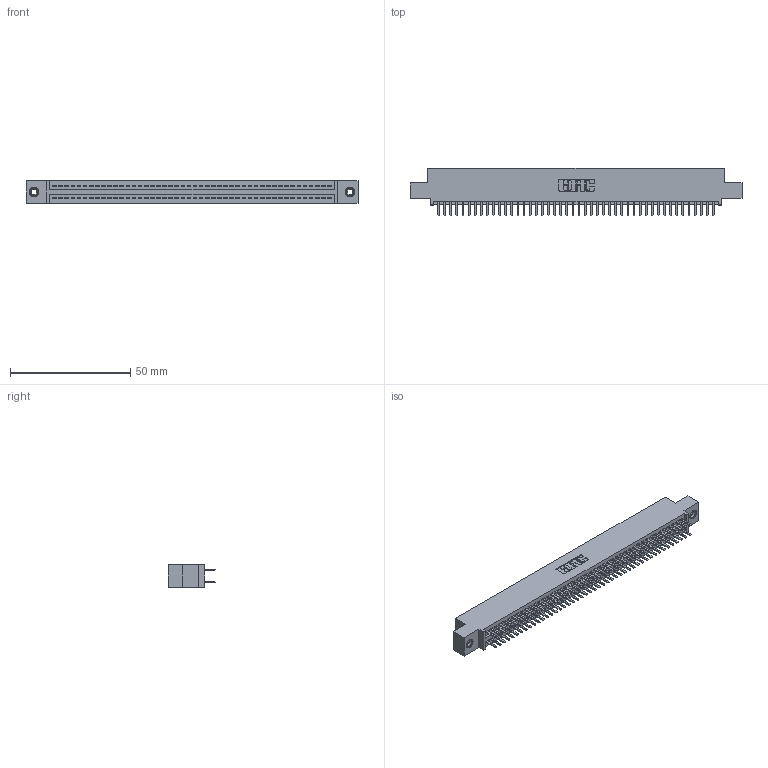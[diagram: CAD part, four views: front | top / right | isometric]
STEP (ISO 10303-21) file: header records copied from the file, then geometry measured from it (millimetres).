
FILE_DESCRIPTION (( 'STEP AP203' ), '1' );
FILE_NAME ('345-092-520-508.STEP', '2019-11-01T18:18:22', ( '' ), ( '' ), 'SwSTEP 2.0', 'SolidWorks 2016', '' );
FILE_SCHEMA (( 'CONFIG_CONTROL_DESIGN' ));
Length unit declared in the file: inch
Products named in the file (4): 345-292-001_345-293-120; 345-092-520-508; 345-250-001_345-250-003-102; 345 Part_0.110 Offset - 0.156 Dia-TI
Assembly tree (95 placements, depth 2):
  345-092-520-508
    345 Part_0.110 Offset - 0.156 Dia-TI
    345-292-001_345-293-120  x92
    345-250-001_345-250-003-102  x2
Bounding box: 138.05 x 19.68 x 9.4 mm (x, y, z)
Volume: 13327 mm3; surface area: 19797.3 mm2
Topology: 95 solids, 95 shells, 5158 faces, 14933 edges, 9702 vertices
Faces by surface type: plane 3336, cylinder 1806, cone 12, torus 4
Entity records: 36986 total; most frequent: CARTESIAN_POINT 6191, ORIENTED_EDGE 6106, DIRECTION 5467, EDGE_CURVE 3053, LINE 2713, VECTOR 2713, VERTEX_POINT 2028, AXIS2_PLACEMENT_3D 1377
